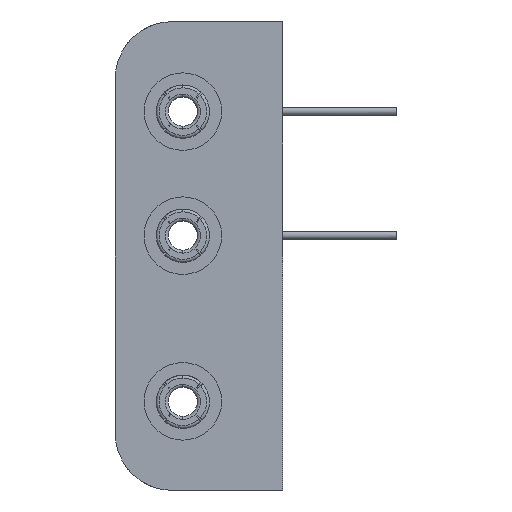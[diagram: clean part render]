
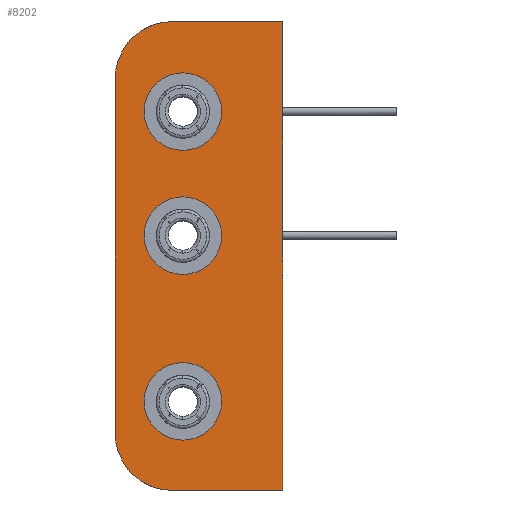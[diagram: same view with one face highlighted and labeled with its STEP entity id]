
A CAD part, left-side view. The second image highlights one B-rep face of the part: STEP entity #8202.
In plain terms, the highlighted planar face has unit normal (-1, 0, 0).
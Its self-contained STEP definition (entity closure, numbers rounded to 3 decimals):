
#82 = CARTESIAN_POINT ( 'NONE',  ( -29., 10.3, 6.1 ) ) ;
#250 = CARTESIAN_POINT ( 'NONE',  ( -29., 11.3, -18.214 ) ) ;
#353 = EDGE_CURVE ( 'NONE', #13844, #19826, #10032, .T. ) ;
#366 = CIRCLE ( 'NONE', #12139, 4. ) ;
#517 = EDGE_LOOP ( 'NONE', ( #18302, #19967, #20092, #2172, #2124, #3952, #20122, #12084 ) ) ;
#1620 = CARTESIAN_POINT ( 'NONE',  ( -29., 17.3, 24.15 ) ) ;
#1727 = DIRECTION ( 'NONE',  ( 0., -1., 0. ) ) ;
#1980 = EDGE_CURVE ( 'NONE', #6907, #17606, #18679, .T. ) ;
#2124 = ORIENTED_EDGE ( 'NONE', *, *, #1980, .T. ) ;
#2172 = ORIENTED_EDGE ( 'NONE', *, *, #6200, .F. ) ;
#2302 = CARTESIAN_POINT ( 'NONE',  ( -29., 0., 24.15 ) ) ;
#2970 = VECTOR ( 'NONE', #6096, 1000. ) ;
#2972 = DIRECTION ( 'NONE',  ( -1., 0., 0. ) ) ;
#3453 = DIRECTION ( 'NONE',  ( 0., 0., 1. ) ) ;
#3553 = CARTESIAN_POINT ( 'NONE',  ( -29., 11.8, 24.15 ) ) ;
#3852 = CARTESIAN_POINT ( 'NONE',  ( -29., 10.3, 2.1 ) ) ;
#3860 = AXIS2_PLACEMENT_3D ( 'NONE', #7574, #2972, #11009 ) ;
#3952 = ORIENTED_EDGE ( 'NONE', *, *, #14299, .T. ) ;
#3958 = EDGE_LOOP ( 'NONE', ( #16118, #16096 ) ) ;
#3976 = VECTOR ( 'NONE', #1727, 1000. ) ;
#4146 = AXIS2_PLACEMENT_3D ( 'NONE', #16975, #18832, #22779 ) ;
#4478 = AXIS2_PLACEMENT_3D ( 'NONE', #13090, #13224, #24865 ) ;
#4589 = VERTEX_POINT ( 'NONE', #7696 ) ;
#4703 = CARTESIAN_POINT ( 'NONE',  ( -29., 11.8, -24.15 ) ) ;
#4788 = VERTEX_POINT ( 'NONE', #2302 ) ;
#5557 = EDGE_CURVE ( 'NONE', #22703, #18784, #16057, .T. ) ;
#5563 = CIRCLE ( 'NONE', #9342, 4. ) ;
#5696 = CARTESIAN_POINT ( 'NONE',  ( -29., 10.3, 18.9 ) ) ;
#5854 = DIRECTION ( 'NONE',  ( -1., 0., 0. ) ) ;
#5966 = VECTOR ( 'NONE', #22489, 1000. ) ;
#6096 = DIRECTION ( 'NONE',  ( 0., 0., 1. ) ) ;
#6200 = EDGE_CURVE ( 'NONE', #6907, #19462, #25143, .T. ) ;
#6252 = DIRECTION ( 'NONE',  ( 0., 0., 1. ) ) ;
#6770 = LINE ( 'NONE', #12843, #5966 ) ;
#6907 = VERTEX_POINT ( 'NONE', #8812 ) ;
#7069 = FACE_BOUND ( 'NONE', #3958, .T. ) ;
#7421 = DIRECTION ( 'NONE',  ( 0., 0., -1. ) ) ;
#7574 = CARTESIAN_POINT ( 'NONE',  ( -29., 10.3, -15. ) ) ;
#7596 = LINE ( 'NONE', #15653, #8147 ) ;
#7696 = CARTESIAN_POINT ( 'NONE',  ( -29., 12.8, 24.023 ) ) ;
#7723 = VERTEX_POINT ( 'NONE', #9062 ) ;
#7747 = DIRECTION ( 'NONE',  ( 0., 0., 1. ) ) ;
#8147 = VECTOR ( 'NONE', #23708, 1000. ) ;
#8202 = ADVANCED_FACE ( 'NONE', ( #7069, #17099, #14721, #16840 ), #9164, .F. ) ;
#8278 = DIRECTION ( 'NONE',  ( -1., 0., 0. ) ) ;
#8356 = CARTESIAN_POINT ( 'NONE',  ( -29., 10.3, 14.9 ) ) ;
#8451 = CARTESIAN_POINT ( 'NONE',  ( -29., 0., -24.15 ) ) ;
#8748 = CARTESIAN_POINT ( 'NONE',  ( -29., 17.3, 18.214 ) ) ;
#8812 = CARTESIAN_POINT ( 'NONE',  ( -29., 17.3, -18.214 ) ) ;
#9062 = CARTESIAN_POINT ( 'NONE',  ( -29., 10.3, -19. ) ) ;
#9164 = PLANE ( 'NONE',  #4146 ) ;
#9342 = AXIS2_PLACEMENT_3D ( 'NONE', #3852, #17978, #3453 ) ;
#9668 = EDGE_CURVE ( 'NONE', #10030, #4589, #18225, .T. ) ;
#9920 = DIRECTION ( 'NONE',  ( -1., 0., 0. ) ) ;
#10030 = VERTEX_POINT ( 'NONE', #3553 ) ;
#10032 = LINE ( 'NONE', #18098, #3976 ) ;
#10265 = ORIENTED_EDGE ( 'NONE', *, *, #5557, .F. ) ;
#10326 = DIRECTION ( 'NONE',  ( -1., 0., 0. ) ) ;
#10442 = AXIS2_PLACEMENT_3D ( 'NONE', #13482, #9920, #7421 ) ;
#10567 = EDGE_CURVE ( 'NONE', #10030, #4788, #7596, .T. ) ;
#11009 = DIRECTION ( 'NONE',  ( 0., 0., 1. ) ) ;
#11061 = AXIS2_PLACEMENT_3D ( 'NONE', #250, #8278, #16337 ) ;
#11091 = EDGE_LOOP ( 'NONE', ( #21858, #20198 ) ) ;
#11480 = EDGE_LOOP ( 'NONE', ( #16399, #10265 ) ) ;
#11576 = CARTESIAN_POINT ( 'NONE',  ( -29., 10.3, 14.9 ) ) ;
#11820 = AXIS2_PLACEMENT_3D ( 'NONE', #21667, #15714, #15984 ) ;
#12084 = ORIENTED_EDGE ( 'NONE', *, *, #20888, .T. ) ;
#12139 = AXIS2_PLACEMENT_3D ( 'NONE', #11576, #25979, #7747 ) ;
#12294 = CIRCLE ( 'NONE', #3860, 4. ) ;
#12835 = EDGE_CURVE ( 'NONE', #15576, #7723, #17528, .T. ) ;
#12843 = CARTESIAN_POINT ( 'NONE',  ( -29., 0., 24.15 ) ) ;
#13068 = VERTEX_POINT ( 'NONE', #5696 ) ;
#13090 = CARTESIAN_POINT ( 'NONE',  ( -29., 10.3, -15. ) ) ;
#13224 = DIRECTION ( 'NONE',  ( -1., 0., 0. ) ) ;
#13482 = CARTESIAN_POINT ( 'NONE',  ( -29., 11.8, -20.15 ) ) ;
#13533 = EDGE_CURVE ( 'NONE', #13068, #19282, #366, .T. ) ;
#13844 = VERTEX_POINT ( 'NONE', #4703 ) ;
#14299 = EDGE_CURVE ( 'NONE', #17606, #13844, #15487, .T. ) ;
#14721 = FACE_BOUND ( 'NONE', #11091, .T. ) ;
#15487 = CIRCLE ( 'NONE', #10442, 4. ) ;
#15576 = VERTEX_POINT ( 'NONE', #26029 ) ;
#15653 = CARTESIAN_POINT ( 'NONE',  ( -29., 17.3, 24.15 ) ) ;
#15714 = DIRECTION ( 'NONE',  ( -1., 0., 0. ) ) ;
#15870 = CARTESIAN_POINT ( 'NONE',  ( -29., 11.8, 20.15 ) ) ;
#15984 = DIRECTION ( 'NONE',  ( 0., 0., 1. ) ) ;
#16057 = CIRCLE ( 'NONE', #11820, 4. ) ;
#16096 = ORIENTED_EDGE ( 'NONE', *, *, #20613, .F. ) ;
#16118 = ORIENTED_EDGE ( 'NONE', *, *, #12835, .F. ) ;
#16169 = AXIS2_PLACEMENT_3D ( 'NONE', #21960, #10326, #17878 ) ;
#16337 = DIRECTION ( 'NONE',  ( 0., 0., -1. ) ) ;
#16399 = ORIENTED_EDGE ( 'NONE', *, *, #19763, .F. ) ;
#16422 = CARTESIAN_POINT ( 'NONE',  ( -29., 12.8, -24.023 ) ) ;
#16627 = EDGE_CURVE ( 'NONE', #4589, #19462, #20809, .T. ) ;
#16840 = FACE_OUTER_BOUND ( 'NONE', #517, .T. ) ;
#16975 = CARTESIAN_POINT ( 'NONE',  ( -29., 17.3, 24.15 ) ) ;
#17099 = FACE_BOUND ( 'NONE', #11480, .T. ) ;
#17466 = DIRECTION ( 'NONE',  ( -1., 0., 0. ) ) ;
#17528 = CIRCLE ( 'NONE', #4478, 4. ) ;
#17606 = VERTEX_POINT ( 'NONE', #16422 ) ;
#17878 = DIRECTION ( 'NONE',  ( 0., 0., 1. ) ) ;
#17952 = AXIS2_PLACEMENT_3D ( 'NONE', #8356, #5854, #6252 ) ;
#17978 = DIRECTION ( 'NONE',  ( -1., 0., 0. ) ) ;
#18098 = CARTESIAN_POINT ( 'NONE',  ( -29., 17.3, -24.15 ) ) ;
#18225 = CIRCLE ( 'NONE', #21594, 4. ) ;
#18302 = ORIENTED_EDGE ( 'NONE', *, *, #10567, .F. ) ;
#18679 = CIRCLE ( 'NONE', #11061, 6. ) ;
#18784 = VERTEX_POINT ( 'NONE', #82 ) ;
#18832 = DIRECTION ( 'NONE',  ( 1., 0., 0. ) ) ;
#19282 = VERTEX_POINT ( 'NONE', #21706 ) ;
#19462 = VERTEX_POINT ( 'NONE', #8748 ) ;
#19763 = EDGE_CURVE ( 'NONE', #18784, #22703, #5563, .T. ) ;
#19826 = VERTEX_POINT ( 'NONE', #8451 ) ;
#19967 = ORIENTED_EDGE ( 'NONE', *, *, #9668, .T. ) ;
#20092 = ORIENTED_EDGE ( 'NONE', *, *, #16627, .T. ) ;
#20122 = ORIENTED_EDGE ( 'NONE', *, *, #353, .T. ) ;
#20198 = ORIENTED_EDGE ( 'NONE', *, *, #24771, .F. ) ;
#20613 = EDGE_CURVE ( 'NONE', #7723, #15576, #12294, .T. ) ;
#20809 = CIRCLE ( 'NONE', #16169, 6. ) ;
#20888 = EDGE_CURVE ( 'NONE', #19826, #4788, #6770, .T. ) ;
#21594 = AXIS2_PLACEMENT_3D ( 'NONE', #15870, #17466, #23658 ) ;
#21667 = CARTESIAN_POINT ( 'NONE',  ( -29., 10.3, 2.1 ) ) ;
#21706 = CARTESIAN_POINT ( 'NONE',  ( -29., 10.3, 10.9 ) ) ;
#21858 = ORIENTED_EDGE ( 'NONE', *, *, #13533, .F. ) ;
#21960 = CARTESIAN_POINT ( 'NONE',  ( -29., 11.3, 18.214 ) ) ;
#22489 = DIRECTION ( 'NONE',  ( 0., 0., 1. ) ) ;
#22703 = VERTEX_POINT ( 'NONE', #25512 ) ;
#22779 = DIRECTION ( 'NONE',  ( 0., 0., -1. ) ) ;
#23658 = DIRECTION ( 'NONE',  ( 0., 0., 1. ) ) ;
#23708 = DIRECTION ( 'NONE',  ( 0., -1., 0. ) ) ;
#23841 = CIRCLE ( 'NONE', #17952, 4. ) ;
#24771 = EDGE_CURVE ( 'NONE', #19282, #13068, #23841, .T. ) ;
#24865 = DIRECTION ( 'NONE',  ( 0., 0., 1. ) ) ;
#25143 = LINE ( 'NONE', #1620, #2970 ) ;
#25512 = CARTESIAN_POINT ( 'NONE',  ( -29., 10.3, -1.9 ) ) ;
#25979 = DIRECTION ( 'NONE',  ( -1., 0., 0. ) ) ;
#26029 = CARTESIAN_POINT ( 'NONE',  ( -29., 10.3, -11. ) ) ;
